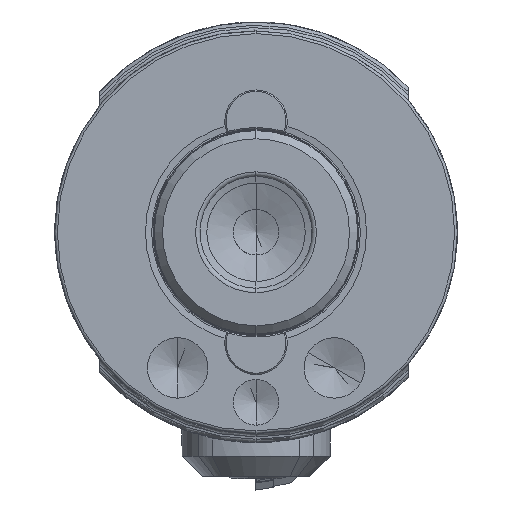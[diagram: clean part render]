
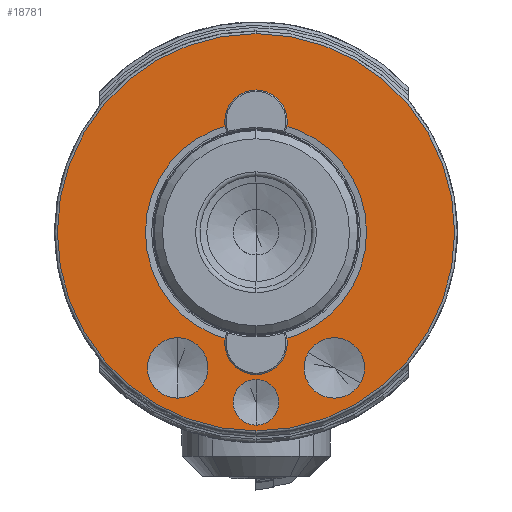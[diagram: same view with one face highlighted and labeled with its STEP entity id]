
A CAD part, left-side view. The second image highlights one B-rep face of the part: STEP entity #18781.
In plain terms, the highlighted planar face has unit normal (-1, 0, 0).
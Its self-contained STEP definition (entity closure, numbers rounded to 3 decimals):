
#471 = EDGE_CURVE ( 'NONE', #36691, #12432, #18226, .T. ) ;
#1432 = AXIS2_PLACEMENT_3D ( 'NONE', #8083, #29605, #11167 ) ;
#2069 = DIRECTION ( 'NONE',  ( 0., 0., 1. ) ) ;
#2159 = CIRCLE ( 'NONE', #18940, 5.1 ) ;
#2410 = CARTESIAN_POINT ( 'NONE',  ( 0., 0., -31.5 ) ) ;
#2482 = CARTESIAN_POINT ( 'NONE',  ( 0., -1.135, 24.689 ) ) ;
#2707 = CIRCLE ( 'NONE', #10993, 3.5 ) ;
#2760 = CIRCLE ( 'NONE', #32401, 6.75 ) ;
#3664 = DIRECTION ( 'NONE',  ( -1., 0., 0. ) ) ;
#3753 = CARTESIAN_POINT ( 'NONE',  ( 0., 0., -38. ) ) ;
#4185 = CIRCLE ( 'NONE', #1432, 3.5 ) ;
#4560 = CARTESIAN_POINT ( 'NONE',  ( 0., 0., 0. ) ) ;
#4771 = DIRECTION ( 'NONE',  ( -1., 0., 0. ) ) ;
#4801 = CARTESIAN_POINT ( 'NONE',  ( 0., 0., 44.4 ) ) ;
#5019 = AXIS2_PLACEMENT_3D ( 'NONE', #29770, #11331, #32853 ) ;
#5104 = DIRECTION ( 'NONE',  ( -1., 0., 0. ) ) ;
#5273 = CARTESIAN_POINT ( 'NONE',  ( 0., 0., 28. ) ) ;
#5446 = ORIENTED_EDGE ( 'NONE', *, *, #6318, .F. ) ;
#5543 = VERTEX_POINT ( 'NONE', #12735 ) ;
#5609 = AXIS2_PLACEMENT_3D ( 'NONE', #28886, #10471, #31973 ) ;
#5734 = CIRCLE ( 'NONE', #30049, 44.4 ) ;
#5815 = VERTEX_POINT ( 'NONE', #10853 ) ;
#6318 = EDGE_CURVE ( 'NONE', #12587, #25155, #11565, .T. ) ;
#6555 = CIRCLE ( 'NONE', #5609, 6.75 ) ;
#6872 = DIRECTION ( 'NONE',  ( 0., 0., 1. ) ) ;
#7032 = VERTEX_POINT ( 'NONE', #28529 ) ;
#7034 = FACE_BOUND ( 'NONE', #38966, .T. ) ;
#7244 = VERTEX_POINT ( 'NONE', #23090 ) ;
#7357 = VERTEX_POINT ( 'NONE', #36374 ) ;
#7670 = DIRECTION ( 'NONE',  ( 0., 0., 1. ) ) ;
#7867 = CARTESIAN_POINT ( 'NONE',  ( 0., 1.135, -24.689 ) ) ;
#7876 = EDGE_CURVE ( 'NONE', #12432, #36691, #5734, .T. ) ;
#8083 = CARTESIAN_POINT ( 'NONE',  ( 0., 0., 28. ) ) ;
#8171 = VERTEX_POINT ( 'NONE', #33221 ) ;
#8361 = DIRECTION ( 'NONE',  ( 0., 0., 1. ) ) ;
#8931 = CIRCLE ( 'NONE', #29375, 6.75 ) ;
#8989 = ORIENTED_EDGE ( 'NONE', *, *, #19456, .F. ) ;
#9031 = AXIS2_PLACEMENT_3D ( 'NONE', #5273, #26785, #8361 ) ;
#9290 = CIRCLE ( 'NONE', #17978, 6.75 ) ;
#9420 = ORIENTED_EDGE ( 'NONE', *, *, #26027, .F. ) ;
#10069 = CARTESIAN_POINT ( 'NONE',  ( 0., 0., -28. ) ) ;
#10471 = DIRECTION ( 'NONE',  ( -1., 0., 0. ) ) ;
#10602 = EDGE_CURVE ( 'NONE', #5815, #14074, #11796, .T. ) ;
#10853 = CARTESIAN_POINT ( 'NONE',  ( 0., 0., -43.1 ) ) ;
#10993 = AXIS2_PLACEMENT_3D ( 'NONE', #31205, #12747, #34251 ) ;
#11053 = ORIENTED_EDGE ( 'NONE', *, *, #36650, .F. ) ;
#11065 = AXIS2_PLACEMENT_3D ( 'NONE', #4560, #26093, #7670 ) ;
#11167 = DIRECTION ( 'NONE',  ( 0., 0., 1. ) ) ;
#11331 = DIRECTION ( 'NONE',  ( -1., 0., 0. ) ) ;
#11565 = CIRCLE ( 'NONE', #5019, 24.715 ) ;
#11606 = ORIENTED_EDGE ( 'NONE', *, *, #12102, .F. ) ;
#11796 = CIRCLE ( 'NONE', #36022, 5.1 ) ;
#12102 = EDGE_CURVE ( 'NONE', #14074, #5815, #2159, .T. ) ;
#12366 = CARTESIAN_POINT ( 'NONE',  ( 0., 0., 0. ) ) ;
#12389 = ORIENTED_EDGE ( 'NONE', *, *, #10602, .F. ) ;
#12432 = VERTEX_POINT ( 'NONE', #13238 ) ;
#12587 = VERTEX_POINT ( 'NONE', #26432 ) ;
#12735 = CARTESIAN_POINT ( 'NONE',  ( 0., 0., 31.5 ) ) ;
#12747 = DIRECTION ( 'NONE',  ( -1., 0., 0. ) ) ;
#12981 = ORIENTED_EDGE ( 'NONE', *, *, #15990, .F. ) ;
#13082 = PLANE ( 'NONE',  #14467 ) ;
#13124 = DIRECTION ( 'NONE',  ( 0., 0., 1. ) ) ;
#13238 = CARTESIAN_POINT ( 'NONE',  ( 0., 0., -44.4 ) ) ;
#13704 = AXIS2_PLACEMENT_3D ( 'NONE', #12366, #33882, #15433 ) ;
#14074 = VERTEX_POINT ( 'NONE', #17066 ) ;
#14467 = AXIS2_PLACEMENT_3D ( 'NONE', #22220, #16142, #37700 ) ;
#15174 = FACE_BOUND ( 'NONE', #36724, .T. ) ;
#15433 = DIRECTION ( 'NONE',  ( 0., 0., 1. ) ) ;
#15990 = EDGE_CURVE ( 'NONE', #25155, #5543, #16237, .T. ) ;
#16142 = DIRECTION ( 'NONE',  ( 1., 0., 0. ) ) ;
#16237 = CIRCLE ( 'NONE', #9031, 3.5 ) ;
#17066 = CARTESIAN_POINT ( 'NONE',  ( 0., 0., -32.9 ) ) ;
#17796 = CARTESIAN_POINT ( 'NONE',  ( 0., 0., -38. ) ) ;
#17978 = AXIS2_PLACEMENT_3D ( 'NONE', #22067, #3664, #25194 ) ;
#18226 = CIRCLE ( 'NONE', #11065, 44.4 ) ;
#18409 = AXIS2_PLACEMENT_3D ( 'NONE', #10069, #31578, #13124 ) ;
#18744 = EDGE_LOOP ( 'NONE', ( #31976, #9420, #12981, #5446, #37058, #24173 ) ) ;
#18781 = ADVANCED_FACE ( 'NONE', ( #15174, #34443, #7034, #38759, #23381 ), #13082, .F. ) ;
#18940 = AXIS2_PLACEMENT_3D ( 'NONE', #17796, #39333, #20912 ) ;
#19148 = EDGE_CURVE ( 'NONE', #7357, #38691, #23846, .T. ) ;
#19456 = EDGE_CURVE ( 'NONE', #7032, #36210, #8931, .T. ) ;
#20462 = DIRECTION ( 'NONE',  ( -1., 0., 0. ) ) ;
#20912 = DIRECTION ( 'NONE',  ( 0., 0., 1. ) ) ;
#21426 = EDGE_LOOP ( 'NONE', ( #35478, #11053 ) ) ;
#22067 = CARTESIAN_POINT ( 'NONE',  ( 0., -17.5, -30.311 ) ) ;
#22220 = CARTESIAN_POINT ( 'NONE',  ( 0., 24.715, 0. ) ) ;
#22256 = EDGE_LOOP ( 'NONE', ( #25104, #24845 ) ) ;
#23090 = CARTESIAN_POINT ( 'NONE',  ( 0., 17.5, -23.561 ) ) ;
#23176 = CARTESIAN_POINT ( 'NONE',  ( 0., -17.5, -30.311 ) ) ;
#23381 = FACE_OUTER_BOUND ( 'NONE', #22256, .T. ) ;
#23524 = CARTESIAN_POINT ( 'NONE',  ( 0., 17.5, -30.311 ) ) ;
#23846 = CIRCLE ( 'NONE', #13704, 24.715 ) ;
#24173 = ORIENTED_EDGE ( 'NONE', *, *, #35070, .F. ) ;
#24845 = ORIENTED_EDGE ( 'NONE', *, *, #7876, .T. ) ;
#25104 = ORIENTED_EDGE ( 'NONE', *, *, #471, .T. ) ;
#25155 = VERTEX_POINT ( 'NONE', #2482 ) ;
#25194 = DIRECTION ( 'NONE',  ( 0., 0.866, 0.5 ) ) ;
#25288 = DIRECTION ( 'NONE',  ( -1., 0., 0. ) ) ;
#26027 = EDGE_CURVE ( 'NONE', #5543, #7357, #4185, .T. ) ;
#26093 = DIRECTION ( 'NONE',  ( -1., 0., 0. ) ) ;
#26295 = DIRECTION ( 'NONE',  ( 0., 0.866, 0.5 ) ) ;
#26383 = EDGE_CURVE ( 'NONE', #28429, #12587, #2707, .T. ) ;
#26432 = CARTESIAN_POINT ( 'NONE',  ( 0., -1.135, -24.689 ) ) ;
#26625 = DIRECTION ( 'NONE',  ( 0., 0., 1. ) ) ;
#26785 = DIRECTION ( 'NONE',  ( -1., 0., 0. ) ) ;
#27216 = ORIENTED_EDGE ( 'NONE', *, *, #39065, .F. ) ;
#28429 = VERTEX_POINT ( 'NONE', #2410 ) ;
#28529 = CARTESIAN_POINT ( 'NONE',  ( 0., -11.654, -26.936 ) ) ;
#28886 = CARTESIAN_POINT ( 'NONE',  ( 0., 17.5, -30.311 ) ) ;
#29375 = AXIS2_PLACEMENT_3D ( 'NONE', #23176, #4771, #26295 ) ;
#29605 = DIRECTION ( 'NONE',  ( -1., 0., 0. ) ) ;
#29770 = CARTESIAN_POINT ( 'NONE',  ( 0., 0., 0. ) ) ;
#30049 = AXIS2_PLACEMENT_3D ( 'NONE', #38893, #20462, #2069 ) ;
#31205 = CARTESIAN_POINT ( 'NONE',  ( 0., 0., -28. ) ) ;
#31578 = DIRECTION ( 'NONE',  ( -1., 0., 0. ) ) ;
#31973 = DIRECTION ( 'NONE',  ( 0., 0., 1. ) ) ;
#31976 = ORIENTED_EDGE ( 'NONE', *, *, #19148, .F. ) ;
#32401 = AXIS2_PLACEMENT_3D ( 'NONE', #23524, #5104, #26625 ) ;
#32853 = DIRECTION ( 'NONE',  ( 0., 0., 1. ) ) ;
#33221 = CARTESIAN_POINT ( 'NONE',  ( 0., 17.5, -37.061 ) ) ;
#33882 = DIRECTION ( 'NONE',  ( -1., 0., 0. ) ) ;
#34251 = DIRECTION ( 'NONE',  ( 0., 0., 1. ) ) ;
#34443 = FACE_BOUND ( 'NONE', #21426, .T. ) ;
#34723 = EDGE_CURVE ( 'NONE', #7244, #8171, #2760, .T. ) ;
#34977 = CIRCLE ( 'NONE', #18409, 3.5 ) ;
#35070 = EDGE_CURVE ( 'NONE', #38691, #28429, #34977, .T. ) ;
#35478 = ORIENTED_EDGE ( 'NONE', *, *, #34723, .F. ) ;
#36022 = AXIS2_PLACEMENT_3D ( 'NONE', #3753, #25288, #6872 ) ;
#36210 = VERTEX_POINT ( 'NONE', #38834 ) ;
#36374 = CARTESIAN_POINT ( 'NONE',  ( 0., 1.135, 24.689 ) ) ;
#36650 = EDGE_CURVE ( 'NONE', #8171, #7244, #6555, .T. ) ;
#36691 = VERTEX_POINT ( 'NONE', #4801 ) ;
#36724 = EDGE_LOOP ( 'NONE', ( #8989, #27216 ) ) ;
#37058 = ORIENTED_EDGE ( 'NONE', *, *, #26383, .F. ) ;
#37700 = DIRECTION ( 'NONE',  ( 0., 0., -1. ) ) ;
#38691 = VERTEX_POINT ( 'NONE', #7867 ) ;
#38759 = FACE_BOUND ( 'NONE', #18744, .T. ) ;
#38834 = CARTESIAN_POINT ( 'NONE',  ( 0., -23.346, -33.686 ) ) ;
#38893 = CARTESIAN_POINT ( 'NONE',  ( 0., 0., 0. ) ) ;
#38966 = EDGE_LOOP ( 'NONE', ( #11606, #12389 ) ) ;
#39065 = EDGE_CURVE ( 'NONE', #36210, #7032, #9290, .T. ) ;
#39333 = DIRECTION ( 'NONE',  ( -1., 0., 0. ) ) ;
